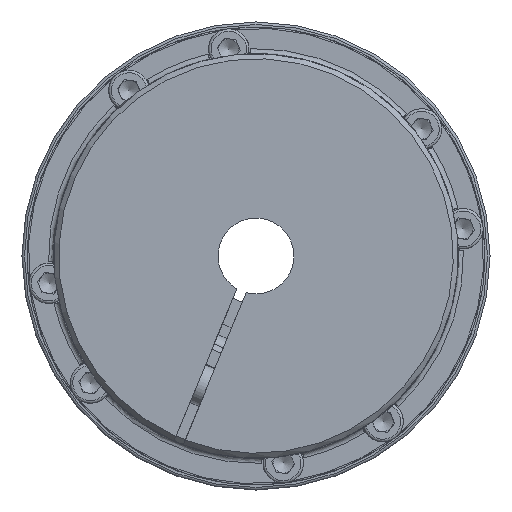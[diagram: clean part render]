
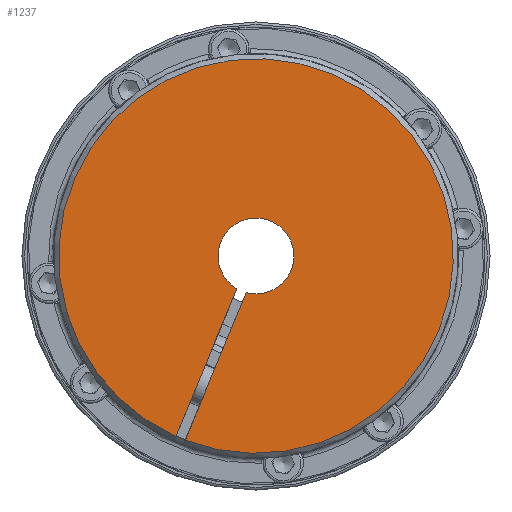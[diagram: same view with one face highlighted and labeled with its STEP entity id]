
A CAD part, left-side view. The second image highlights one B-rep face of the part: STEP entity #1237.
In plain terms, the highlighted planar face has unit normal (-1, 0, 0).
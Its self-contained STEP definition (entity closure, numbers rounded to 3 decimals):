
#1237 = ADVANCED_FACE( '', ( #3159 ), #3160, .F. );
#3159 = FACE_OUTER_BOUND( '', #5918, .T. );
#3160 = PLANE( '', #5919 );
#5918 = EDGE_LOOP( '', ( #9899, #9900, #9901, #9902 ) );
#5919 = AXIS2_PLACEMENT_3D( '', #9903, #9904, #9905 );
#9899 = ORIENTED_EDGE( '', *, *, #16416, .F. );
#9900 = ORIENTED_EDGE( '', *, *, #16417, .T. );
#9901 = ORIENTED_EDGE( '', *, *, #16273, .T. );
#9902 = ORIENTED_EDGE( '', *, *, #16418, .T. );
#9903 = CARTESIAN_POINT( '', ( -89.85, -72.063, -29.849 ) );
#9904 = DIRECTION( '', ( 1., 0., 0. ) );
#9905 = DIRECTION( '', ( 0., 0., 1. ) );
#16273 = EDGE_CURVE( '', #19727, #19728, #19729, .T. );
#16416 = EDGE_CURVE( '', #19946, #19947, #19948, .T. );
#16417 = EDGE_CURVE( '', #19946, #19727, #19949, .T. );
#16418 = EDGE_CURVE( '', #19728, #19947, #19950, .T. );
#19727 = VERTEX_POINT( '', #26495 );
#19728 = VERTEX_POINT( '', #26496 );
#19729 = CIRCLE( '', #26497, 78. );
#19946 = VERTEX_POINT( '', #26991 );
#19947 = VERTEX_POINT( '', #26992 );
#19948 = CIRCLE( '', #26993, 15. );
#19949 = LINE( '', #26994, #26995 );
#19950 = LINE( '', #26996, #26997 );
#26495 = CARTESIAN_POINT( '', ( -89.85, 27.992, -72.804 ) );
#26496 = CARTESIAN_POINT( '', ( -89.85, 31.687, -71.274 ) );
#26497 = AXIS2_PLACEMENT_3D( '', #34180, #34181, #34182 );
#26991 = CARTESIAN_POINT( '', ( -89.85, 3.841, -14.5 ) );
#26992 = CARTESIAN_POINT( '', ( -89.85, 7.537, -12.969 ) );
#26993 = AXIS2_PLACEMENT_3D( '', #34342, #34343, #34344 );
#26994 = CARTESIAN_POINT( '', ( -89.85, -1.848, -0.765 ) );
#26995 = VECTOR( '', #34345, 1000. );
#26996 = CARTESIAN_POINT( '', ( -89.85, 1.848, 0.765 ) );
#26997 = VECTOR( '', #34346, 1000. );
#34180 = CARTESIAN_POINT( '', ( -89.85, 0., 0. ) );
#34181 = DIRECTION( '', ( -1., 0., 0. ) );
#34182 = DIRECTION( '', ( 0., -0.924, -0.383 ) );
#34342 = CARTESIAN_POINT( '', ( -89.85, 0., 0. ) );
#34343 = DIRECTION( '', ( -1., 0., 0. ) );
#34344 = DIRECTION( '', ( 0., -0.924, -0.383 ) );
#34345 = DIRECTION( '', ( 0., 0.383, -0.924 ) );
#34346 = DIRECTION( '', ( 0., -0.383, 0.924 ) );
